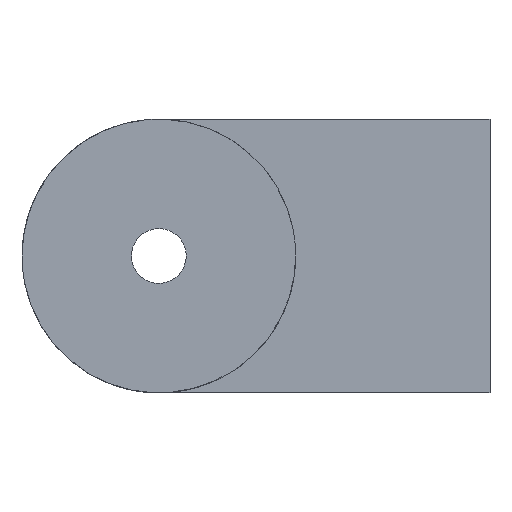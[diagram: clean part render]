
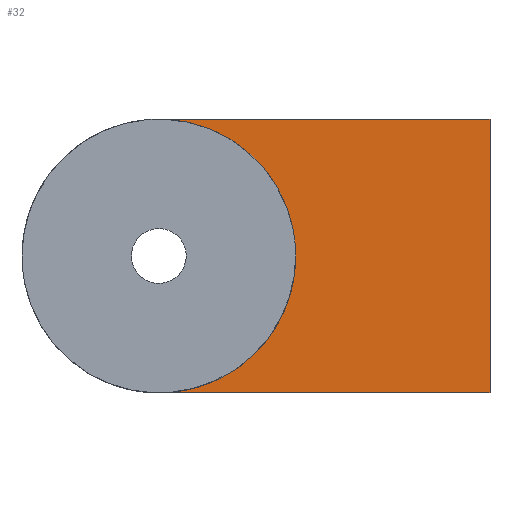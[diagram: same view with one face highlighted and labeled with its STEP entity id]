
A CAD part, front view. The second image highlights one B-rep face of the part: STEP entity #32.
In plain terms, the highlighted planar face has unit normal (0, -1, 0).
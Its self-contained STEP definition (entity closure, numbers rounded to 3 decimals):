
#32=ADVANCED_FACE('',(#71),#574,.T.);
#71=FACE_OUTER_BOUND('',#112,.T.);
#112=EDGE_LOOP('',(#190,#191,#192,#193,#194));
#190=ORIENTED_EDGE('',*,*,#318,.F.);
#191=ORIENTED_EDGE('',*,*,#369,.F.);
#192=ORIENTED_EDGE('',*,*,#368,.F.);
#193=ORIENTED_EDGE('',*,*,#328,.F.);
#194=ORIENTED_EDGE('',*,*,#344,.T.);
#318=EDGE_CURVE('',#489,#495,#402,.T.);
#328=EDGE_CURVE('',#497,#490,#407,.T.);
#344=EDGE_CURVE('',#497,#495,#413,.T.);
#368=EDGE_CURVE('',#490,#522,#457,.T.);
#369=EDGE_CURVE('',#522,#489,#458,.T.);
#402=B_SPLINE_CURVE_WITH_KNOTS('',1,(#1022,#1023),.UNSPECIFIED.,.F.,.F.,
(2,2),(10.,22.101),.UNSPECIFIED.);
#407=B_SPLINE_CURVE_WITH_KNOTS('',1,(#1054,#1055),.UNSPECIFIED.,.F.,.F.,
(2,2),(46.899,59.),.UNSPECIFIED.);
#413=B_SPLINE_CURVE_WITH_KNOTS('',1,(#1109,#1110,#1111,#1112),
 .UNSPECIFIED.,.F.,.F.,(2,1,1,2),(0.,0.878,9.122,
10.),.UNSPECIFIED.);
#457=(
BOUNDED_CURVE()
B_SPLINE_CURVE(2,(#1231,#1232,#1233),.UNSPECIFIED.,.F.,.F.)
B_SPLINE_CURVE_WITH_KNOTS((3,3),(15.708,23.562),
 .UNSPECIFIED.)
CURVE()
GEOMETRIC_REPRESENTATION_ITEM()
RATIONAL_B_SPLINE_CURVE((1.,0.707,1.))
REPRESENTATION_ITEM('')
);
#458=(
BOUNDED_CURVE()
B_SPLINE_CURVE(2,(#1234,#1235,#1236),.UNSPECIFIED.,.F.,.F.)
B_SPLINE_CURVE_WITH_KNOTS((3,3),(23.562,31.416),
 .UNSPECIFIED.)
CURVE()
GEOMETRIC_REPRESENTATION_ITEM()
RATIONAL_B_SPLINE_CURVE((1.,0.707,1.))
REPRESENTATION_ITEM('')
);
#489=VERTEX_POINT('',#965);
#490=VERTEX_POINT('',#966);
#495=VERTEX_POINT('',#971);
#497=VERTEX_POINT('',#973);
#522=VERTEX_POINT('',#998);
#574=PLANE('',#604);
#604=AXIS2_PLACEMENT_3D('',#696,#617,$);
#617=DIRECTION('',(0.,-1.,0.));
#696=CARTESIAN_POINT('',(-44.5,-68.25,7.7));
#965=CARTESIAN_POINT('',(-44.5,-68.25,17.7));
#966=CARTESIAN_POINT('',(-44.5,-68.25,7.7));
#971=CARTESIAN_POINT('',(-32.399,-68.25,17.7));
#973=CARTESIAN_POINT('',(-32.399,-68.25,7.7));
#998=CARTESIAN_POINT('',(-39.5,-68.25,12.7));
#1022=CARTESIAN_POINT('',(-44.5,-68.25,17.7));
#1023=CARTESIAN_POINT('',(-32.399,-68.25,17.7));
#1054=CARTESIAN_POINT('',(-32.399,-68.25,7.7));
#1055=CARTESIAN_POINT('',(-44.5,-68.25,7.7));
#1109=CARTESIAN_POINT('',(-32.399,-68.25,7.7));
#1110=CARTESIAN_POINT('',(-32.399,-68.25,8.578));
#1111=CARTESIAN_POINT('',(-32.399,-68.25,16.822));
#1112=CARTESIAN_POINT('',(-32.399,-68.25,17.7));
#1231=CARTESIAN_POINT('',(-44.5,-68.25,7.7));
#1232=CARTESIAN_POINT('',(-39.5,-68.25,7.7));
#1233=CARTESIAN_POINT('',(-39.5,-68.25,12.7));
#1234=CARTESIAN_POINT('',(-39.5,-68.25,12.7));
#1235=CARTESIAN_POINT('',(-39.5,-68.25,17.7));
#1236=CARTESIAN_POINT('',(-44.5,-68.25,17.7));
